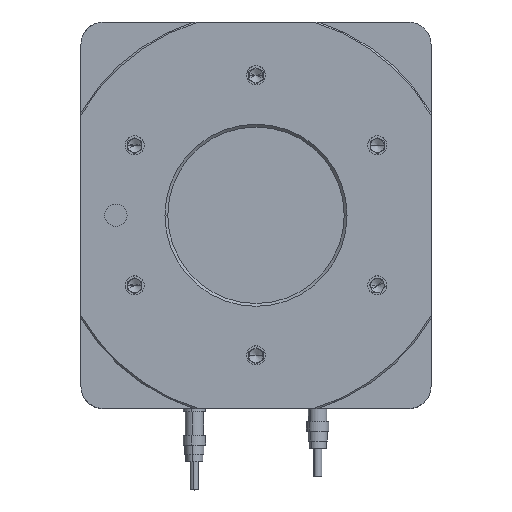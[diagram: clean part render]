
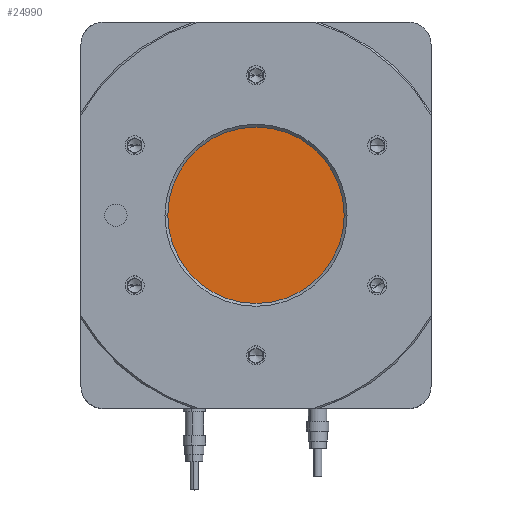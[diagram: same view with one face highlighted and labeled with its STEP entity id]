
A CAD part, top view. The second image highlights one B-rep face of the part: STEP entity #24990.
In plain terms, the highlighted planar face has unit normal (0, 0, 1).
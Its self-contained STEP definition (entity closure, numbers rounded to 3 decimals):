
#1254 = FACE_OUTER_BOUND ( 'NONE', #6261, .T. ) ;
#2336 = AXIS2_PLACEMENT_3D ( 'NONE', #21868, #11150, #19224 ) ;
#5585 = CARTESIAN_POINT ( 'NONE',  ( 31.5, 0., -1. ) ) ;
#6261 = EDGE_LOOP ( 'NONE', ( #29736, #33175 ) ) ;
#6489 = CIRCLE ( 'NONE', #21380, 31.5 ) ;
#10572 = CARTESIAN_POINT ( 'NONE',  ( 0., 0., -1. ) ) ;
#11150 = DIRECTION ( 'NONE',  ( 0., 0., 1. ) ) ;
#11500 = VERTEX_POINT ( 'NONE', #20480 ) ;
#11957 = AXIS2_PLACEMENT_3D ( 'NONE', #10572, #15667, #18748 ) ;
#15667 = DIRECTION ( 'NONE',  ( 0., 0., 1. ) ) ;
#17684 = VERTEX_POINT ( 'NONE', #5585 ) ;
#18748 = DIRECTION ( 'NONE',  ( 1., 0., 0. ) ) ;
#19224 = DIRECTION ( 'NONE',  ( 1., 0., 0. ) ) ;
#20480 = CARTESIAN_POINT ( 'NONE',  ( -31.5, 0., -1. ) ) ;
#21064 = CIRCLE ( 'NONE', #2336, 31.5 ) ;
#21153 = PLANE ( 'NONE',  #11957 ) ;
#21380 = AXIS2_PLACEMENT_3D ( 'NONE', #31744, #26335, #23727 ) ;
#21868 = CARTESIAN_POINT ( 'NONE',  ( 0., 0., -1. ) ) ;
#23727 = DIRECTION ( 'NONE',  ( 1., 0., 0. ) ) ;
#24990 = ADVANCED_FACE ( 'NONE', ( #1254 ), #21153, .T. ) ;
#25649 = EDGE_CURVE ( 'NONE', #17684, #11500, #21064, .T. ) ;
#26335 = DIRECTION ( 'NONE',  ( 0., 0., 1. ) ) ;
#29736 = ORIENTED_EDGE ( 'NONE', *, *, #25649, .T. ) ;
#31744 = CARTESIAN_POINT ( 'NONE',  ( 0., 0., -1. ) ) ;
#32687 = EDGE_CURVE ( 'NONE', #11500, #17684, #6489, .T. ) ;
#33175 = ORIENTED_EDGE ( 'NONE', *, *, #32687, .T. ) ;
